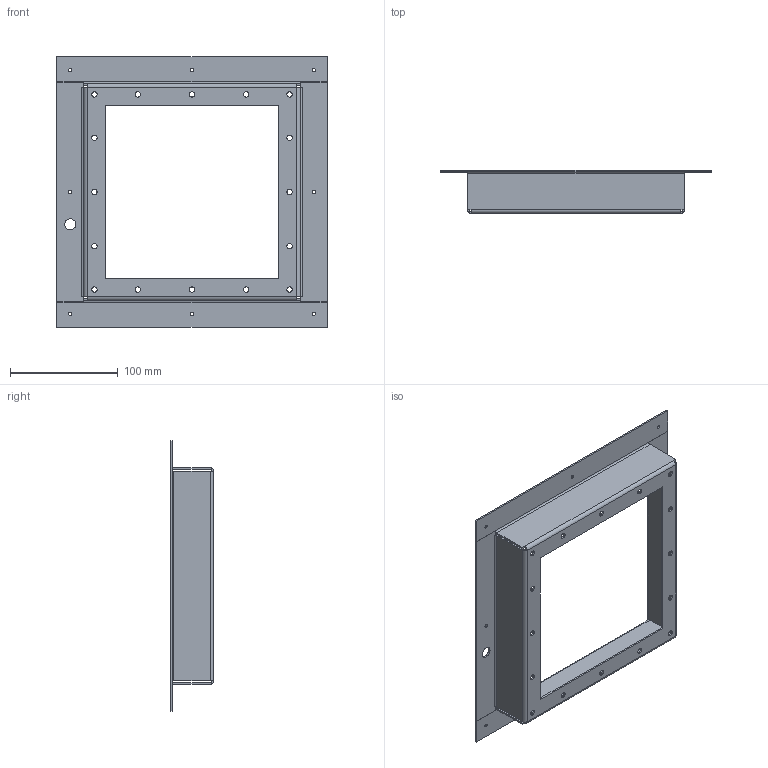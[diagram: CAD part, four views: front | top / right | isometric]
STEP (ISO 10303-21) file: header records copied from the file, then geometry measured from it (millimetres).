
FILE_DESCRIPTION(/* description */ (''),/* implementation_level */ '2;1');
FILE_NAME(/* name */ 'reservoir.stp',/* time_stamp */ '2016-06-29T22:10:55-07:00',/* author */ ('cruiser'),/* organization */ (''),/* preprocessor_version */ 'ST-DEVELOPER v15.2',/* originating_system */ 'Autodesk Inventor 2014',/* authorisation */ '');
FILE_SCHEMA (('AUTOMOTIVE_DESIGN { 1 0 10303 214 3 1 1 }'));
Length unit declared in the file: millimetre
Products named in the file (1): reservoir
Bounding box: 251 x 40 x 251 mm (x, y, z)
Volume: 103738 mm3; surface area: 134737 mm2
Topology: 1 solids, 1 shells, 115 faces, 295 edges, 174 vertices
Faces by surface type: plane 74, cylinder 41
Full cylindrical faces by diameter (mm): 3 x8, 5 x16, 10.3 x1
Entity records: 3438 total; most frequent: DIRECTION 596, CARTESIAN_POINT 560, ORIENTED_EDGE 540, EDGE_CURVE 270, AXIS2_PLACEMENT_3D 210, EDGE_LOOP 192, LINE 176, VECTOR 176
